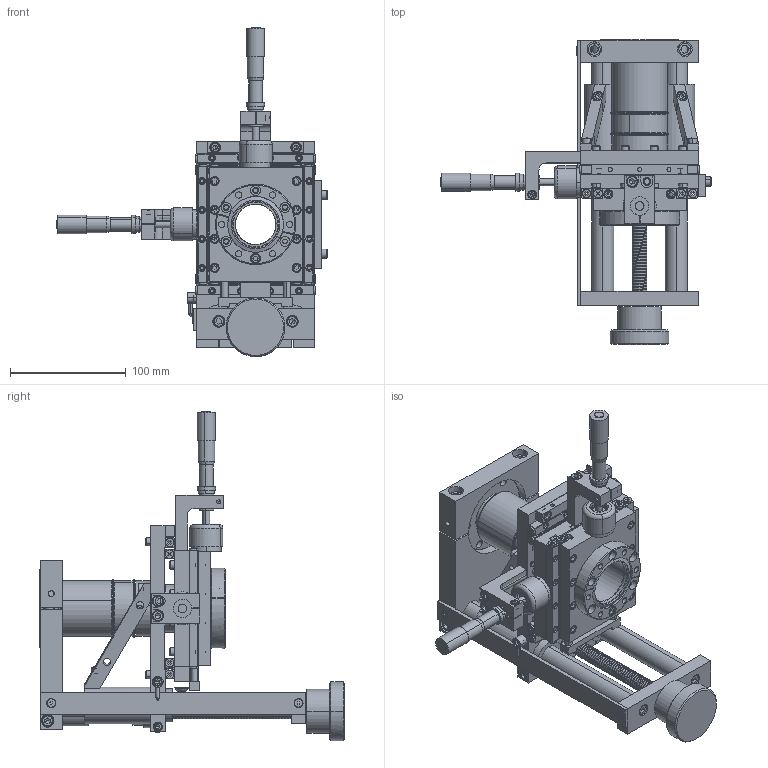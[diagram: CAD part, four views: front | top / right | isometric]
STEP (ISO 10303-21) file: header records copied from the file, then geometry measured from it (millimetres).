
FILE_DESCRIPTION (( 'STEP AP214' ), '1' );
FILE_NAME ('QN108339-01, EC-1.39-B275C-T275TM-4_SS25_HMP, AP214.STEP', '2021-11-23T06:27:43', ( '' ), ( '' ), 'SwSTEP 2.0', 'SolidWorks 2010', '' );
FILE_SCHEMA (( 'AUTOMOTIVE_DESIGN' ));
Length unit declared in the file: inch
Products named in the file (1): QN108339-01, EC-1.39-B275C-T275TM-4_SS25_HMP, AP214
Bounding box: 233.9 x 263.4 x 284.64 mm (x, y, z)
Surface area: 341585.4 mm2 (no closed solid volume)
Topology: 0 solids, 200 shells, 1743 faces, 5813 edges, 4118 vertices
Faces by surface type: plane 837, cylinder 603, cone 283, torus 14, sphere 4, bspline 2
Entity records: 99389 total; most frequent: CARTESIAN_POINT 26382, DIRECTION 10659, ORIENTED_EDGE 9084, EDGE_CURVE 5759, VERTEX_POINT 4118, VECTOR 3615, LINE 3615, AXIS2_PLACEMENT_3D 3522
